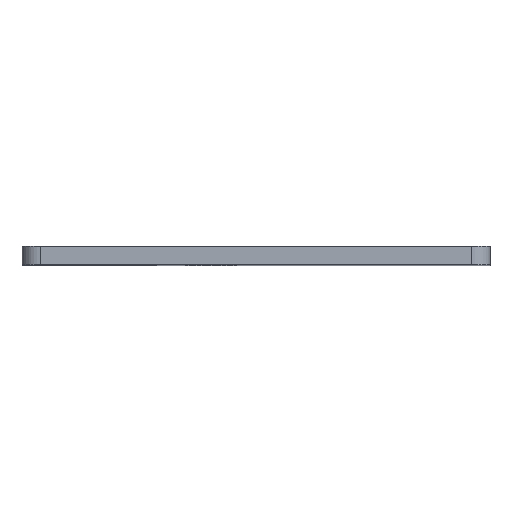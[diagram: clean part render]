
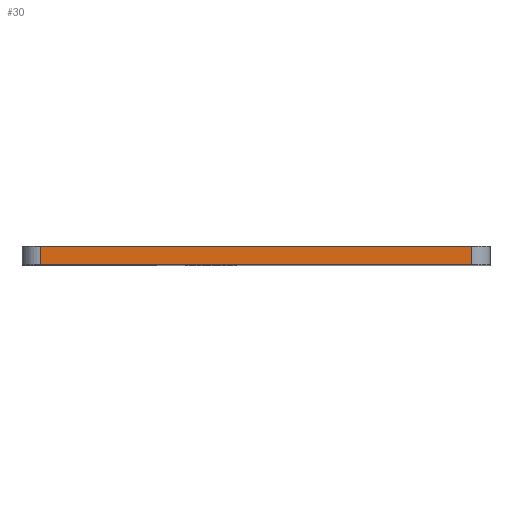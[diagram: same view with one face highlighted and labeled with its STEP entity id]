
A CAD part, top view. The second image highlights one B-rep face of the part: STEP entity #30.
In plain terms, the highlighted planar face has unit normal (0, 0, 1).
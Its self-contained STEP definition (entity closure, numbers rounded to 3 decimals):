
#17 = EDGE_CURVE ( 'NONE', #82, #457, #229, .T. ) ;
#30 = ADVANCED_FACE ( 'NONE', ( #555 ), #65, .T. ) ;
#58 = VERTEX_POINT ( 'NONE', #308 ) ;
#65 = PLANE ( 'NONE',  #230 ) ;
#82 = VERTEX_POINT ( 'NONE', #468 ) ;
#127 = CARTESIAN_POINT ( 'NONE',  ( 22., 0., 18. ) ) ;
#130 = DIRECTION ( 'NONE',  ( 1., 0., 0. ) ) ;
#144 = CARTESIAN_POINT ( 'NONE',  ( 95., 0., 18. ) ) ;
#171 = ORIENTED_EDGE ( 'NONE', *, *, #405, .T. ) ;
#174 = CARTESIAN_POINT ( 'NONE',  ( 22., 3., 18. ) ) ;
#176 = CARTESIAN_POINT ( 'NONE',  ( 95., 0., 18. ) ) ;
#177 = CARTESIAN_POINT ( 'NONE',  ( 95., 3., 18. ) ) ;
#194 = ORIENTED_EDGE ( 'NONE', *, *, #290, .T. ) ;
#214 = VECTOR ( 'NONE', #330, 1000. ) ;
#229 = LINE ( 'NONE', #174, #351 ) ;
#230 = AXIS2_PLACEMENT_3D ( 'NONE', #473, #239, #130 ) ;
#239 = DIRECTION ( 'NONE',  ( 0., 0., 1. ) ) ;
#254 = VECTOR ( 'NONE', #485, 1000. ) ;
#264 = ORIENTED_EDGE ( 'NONE', *, *, #17, .F. ) ;
#290 = EDGE_CURVE ( 'NONE', #82, #58, #386, .T. ) ;
#300 = VECTOR ( 'NONE', #352, 1000. ) ;
#308 = CARTESIAN_POINT ( 'NONE',  ( 25., 0., 18. ) ) ;
#330 = DIRECTION ( 'NONE',  ( 0., -1., 0. ) ) ;
#351 = VECTOR ( 'NONE', #609, 1000. ) ;
#352 = DIRECTION ( 'NONE',  ( 1., 0., 0. ) ) ;
#386 = LINE ( 'NONE', #649, #214 ) ;
#389 = VERTEX_POINT ( 'NONE', #176 ) ;
#396 = LINE ( 'NONE', #127, #300 ) ;
#405 = EDGE_CURVE ( 'NONE', #58, #389, #396, .T. ) ;
#457 = VERTEX_POINT ( 'NONE', #177 ) ;
#468 = CARTESIAN_POINT ( 'NONE',  ( 25., 3., 18. ) ) ;
#473 = CARTESIAN_POINT ( 'NONE',  ( 22., 0., 18. ) ) ;
#476 = LINE ( 'NONE', #144, #254 ) ;
#485 = DIRECTION ( 'NONE',  ( 0., 1., 0. ) ) ;
#500 = ORIENTED_EDGE ( 'NONE', *, *, #667, .T. ) ;
#555 = FACE_OUTER_BOUND ( 'NONE', #634, .T. ) ;
#609 = DIRECTION ( 'NONE',  ( 1., 0., 0. ) ) ;
#634 = EDGE_LOOP ( 'NONE', ( #264, #194, #171, #500 ) ) ;
#649 = CARTESIAN_POINT ( 'NONE',  ( 25., 0., 18. ) ) ;
#667 = EDGE_CURVE ( 'NONE', #389, #457, #476, .T. ) ;
